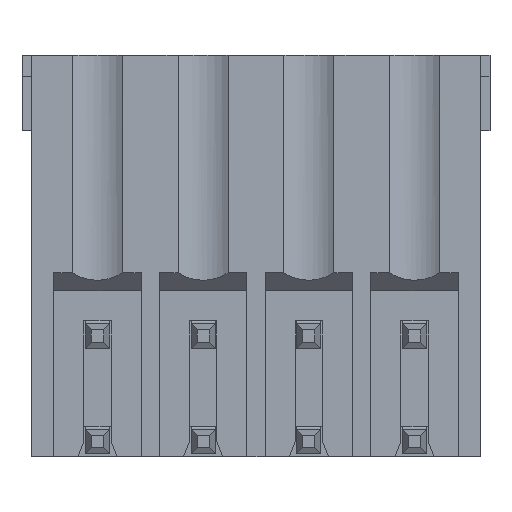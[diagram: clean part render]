
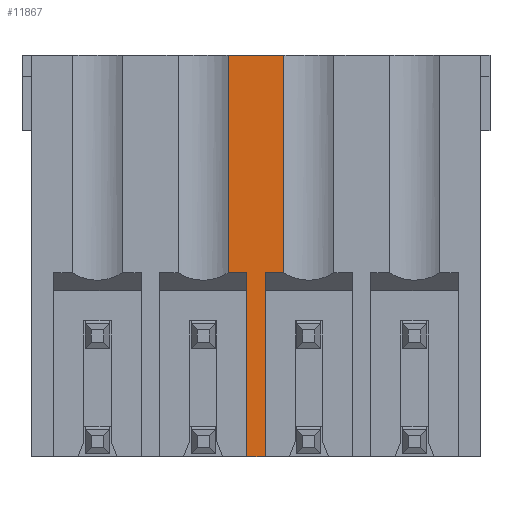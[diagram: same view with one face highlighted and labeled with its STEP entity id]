
A CAD part, front view. The second image highlights one B-rep face of the part: STEP entity #11867.
In plain terms, the highlighted planar face has unit normal (0, -1, 0).
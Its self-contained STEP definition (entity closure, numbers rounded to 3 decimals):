
#429 = ORIENTED_EDGE ( 'NONE', *, *, #23266, .F. ) ;
#1417 = CARTESIAN_POINT ( 'NONE',  ( 5.55, -9.6, 6.098 ) ) ;
#1686 = DIRECTION ( 'NONE',  ( 0., 0., -1. ) ) ;
#2018 = CARTESIAN_POINT ( 'NONE',  ( -1.75, -9.6, 13.298 ) ) ;
#2135 = DIRECTION ( 'NONE',  ( 0., 0., -1. ) ) ;
#2293 = DIRECTION ( 'NONE',  ( -1., 0., 0. ) ) ;
#2519 = VECTOR ( 'NONE', #2293, 1000. ) ;
#2886 = EDGE_CURVE ( 'NONE', #21206, #6735, #14319, .T. ) ;
#3946 = CARTESIAN_POINT ( 'NONE',  ( 4.329, -9.6, 6.098 ) ) ;
#4569 = EDGE_CURVE ( 'NONE', #26238, #17545, #24137, .T. ) ;
#4826 = CARTESIAN_POINT ( 'NONE',  ( 4.95, -9.6, -0.002 ) ) ;
#6114 = ORIENTED_EDGE ( 'NONE', *, *, #23561, .T. ) ;
#6594 = VECTOR ( 'NONE', #13162, 1000. ) ;
#6735 = VERTEX_POINT ( 'NONE', #3946 ) ;
#7054 = VERTEX_POINT ( 'NONE', #20675 ) ;
#7279 = LINE ( 'NONE', #19890, #32672 ) ;
#8006 = EDGE_LOOP ( 'NONE', ( #6114, #17434, #16308, #20614, #19067, #429, #28204, #8966 ) ) ;
#8214 = DIRECTION ( 'NONE',  ( 0., 0., -1. ) ) ;
#8279 = CARTESIAN_POINT ( 'NONE',  ( 5.55, -9.6, -0.002 ) ) ;
#8966 = ORIENTED_EDGE ( 'NONE', *, *, #19121, .T. ) ;
#11867 = ADVANCED_FACE ( 'NONE', ( #26920 ), #17122, .T. ) ;
#12539 = LINE ( 'NONE', #25656, #14491 ) ;
#12811 = CARTESIAN_POINT ( 'NONE',  ( 5.55, -9.6, 6.098 ) ) ;
#13162 = DIRECTION ( 'NONE',  ( 1., 0., 0. ) ) ;
#13326 = CARTESIAN_POINT ( 'NONE',  ( 6.171, -9.6, 6.098 ) ) ;
#13607 = VECTOR ( 'NONE', #2135, 1000. ) ;
#14319 = LINE ( 'NONE', #22300, #32596 ) ;
#14479 = DIRECTION ( 'NONE',  ( -1., 0., 0. ) ) ;
#14491 = VECTOR ( 'NONE', #15359, 1000. ) ;
#15359 = DIRECTION ( 'NONE',  ( 0., 0., 1. ) ) ;
#16150 = LINE ( 'NONE', #23139, #6594 ) ;
#16308 = ORIENTED_EDGE ( 'NONE', *, *, #27521, .F. ) ;
#16573 = CARTESIAN_POINT ( 'NONE',  ( 6.171, -9.6, 6.098 ) ) ;
#17122 = PLANE ( 'NONE',  #31871 ) ;
#17434 = ORIENTED_EDGE ( 'NONE', *, *, #4569, .F. ) ;
#17545 = VERTEX_POINT ( 'NONE', #8279 ) ;
#17569 = CARTESIAN_POINT ( 'NONE',  ( 6.171, -9.6, 6.098 ) ) ;
#17572 = DIRECTION ( 'NONE',  ( -1., 0., 0. ) ) ;
#17763 = EDGE_CURVE ( 'NONE', #27349, #7054, #7279, .T. ) ;
#18680 = VERTEX_POINT ( 'NONE', #4826 ) ;
#19067 = ORIENTED_EDGE ( 'NONE', *, *, #17763, .T. ) ;
#19121 = EDGE_CURVE ( 'NONE', #21206, #18680, #29879, .T. ) ;
#19890 = CARTESIAN_POINT ( 'NONE',  ( 6.171, -9.6, 13.298 ) ) ;
#20206 = LINE ( 'NONE', #17569, #2519 ) ;
#20614 = ORIENTED_EDGE ( 'NONE', *, *, #24276, .T. ) ;
#20675 = CARTESIAN_POINT ( 'NONE',  ( 4.329, -9.6, 13.298 ) ) ;
#21061 = CARTESIAN_POINT ( 'NONE',  ( 6.171, -9.6, 13.298 ) ) ;
#21206 = VERTEX_POINT ( 'NONE', #21573 ) ;
#21218 = LINE ( 'NONE', #16573, #31047 ) ;
#21573 = CARTESIAN_POINT ( 'NONE',  ( 4.95, -9.6, 6.098 ) ) ;
#22300 = CARTESIAN_POINT ( 'NONE',  ( 4.95, -9.6, 6.098 ) ) ;
#23139 = CARTESIAN_POINT ( 'NONE',  ( 4.95, -9.6, -0.002 ) ) ;
#23266 = EDGE_CURVE ( 'NONE', #6735, #7054, #12539, .T. ) ;
#23561 = EDGE_CURVE ( 'NONE', #18680, #17545, #16150, .T. ) ;
#24137 = LINE ( 'NONE', #1417, #25761 ) ;
#24276 = EDGE_CURVE ( 'NONE', #28112, #27349, #21218, .T. ) ;
#24880 = CARTESIAN_POINT ( 'NONE',  ( 4.95, -9.6, 6.098 ) ) ;
#25656 = CARTESIAN_POINT ( 'NONE',  ( 4.329, -9.6, 6.098 ) ) ;
#25761 = VECTOR ( 'NONE', #8214, 1000. ) ;
#26238 = VERTEX_POINT ( 'NONE', #12811 ) ;
#26538 = DIRECTION ( 'NONE',  ( 0., 0., 1. ) ) ;
#26920 = FACE_OUTER_BOUND ( 'NONE', #8006, .T. ) ;
#27349 = VERTEX_POINT ( 'NONE', #21061 ) ;
#27521 = EDGE_CURVE ( 'NONE', #28112, #26238, #20206, .T. ) ;
#28112 = VERTEX_POINT ( 'NONE', #13326 ) ;
#28204 = ORIENTED_EDGE ( 'NONE', *, *, #2886, .F. ) ;
#29879 = LINE ( 'NONE', #24880, #13607 ) ;
#31047 = VECTOR ( 'NONE', #26538, 1000. ) ;
#31767 = DIRECTION ( 'NONE',  ( 0., -1., 0. ) ) ;
#31871 = AXIS2_PLACEMENT_3D ( 'NONE', #2018, #31767, #1686 ) ;
#32596 = VECTOR ( 'NONE', #14479, 1000. ) ;
#32672 = VECTOR ( 'NONE', #17572, 1000. ) ;
